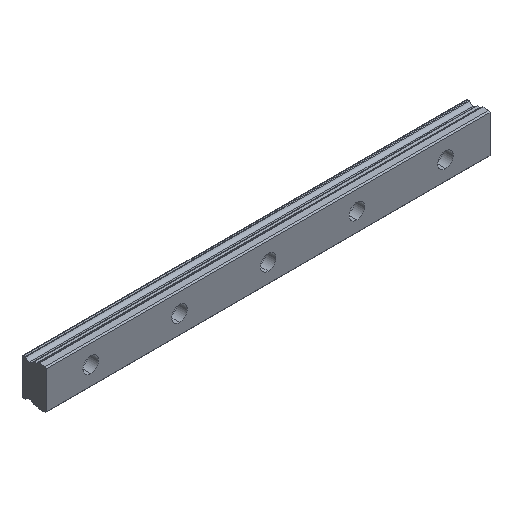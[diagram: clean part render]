
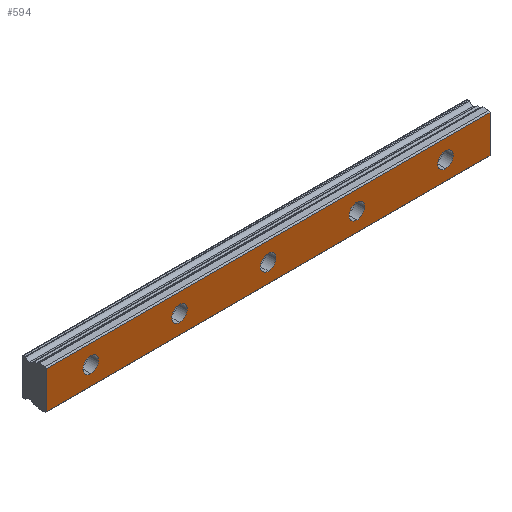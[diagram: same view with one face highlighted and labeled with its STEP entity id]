
A CAD part, isometric view. The second image highlights one B-rep face of the part: STEP entity #594.
In plain terms, the highlighted planar face has unit normal (0, -1, 0).
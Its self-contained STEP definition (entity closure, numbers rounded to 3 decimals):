
#4 = CARTESIAN_POINT ( 'NONE',  ( 60., 0., -1.75 ) ) ;
#14 = CARTESIAN_POINT ( 'NONE',  ( 90., 0., 4.2 ) ) ;
#16 = CIRCLE ( 'NONE', #1522, 1.75 ) ;
#18 = CARTESIAN_POINT ( 'NONE',  ( 90., 0., -4.2 ) ) ;
#38 = DIRECTION ( 'NONE',  ( 0., 0., 1. ) ) ;
#47 = AXIS2_PLACEMENT_3D ( 'NONE', #819, #1375, #148 ) ;
#57 = EDGE_CURVE ( 'NONE', #988, #69, #1131, .T. ) ;
#59 = VERTEX_POINT ( 'NONE', #1103 ) ;
#69 = VERTEX_POINT ( 'NONE', #538 ) ;
#84 = EDGE_CURVE ( 'NONE', #59, #469, #1093, .T. ) ;
#102 = AXIS2_PLACEMENT_3D ( 'NONE', #1396, #1419, #693 ) ;
#121 = CARTESIAN_POINT ( 'NONE',  ( 90., 0., -4.2 ) ) ;
#123 = DIRECTION ( 'NONE',  ( 0., -1., 0. ) ) ;
#124 = CIRCLE ( 'NONE', #1146, 1.75 ) ;
#131 = CARTESIAN_POINT ( 'NONE',  ( -10., 0., 4.2 ) ) ;
#148 = DIRECTION ( 'NONE',  ( 0., 0., 1. ) ) ;
#151 = DIRECTION ( 'NONE',  ( 1., 0., 0. ) ) ;
#157 = DIRECTION ( 'NONE',  ( 0., -1., 0. ) ) ;
#185 = DIRECTION ( 'NONE',  ( 0., -1., 0. ) ) ;
#197 = EDGE_CURVE ( 'NONE', #1606, #875, #796, .T. ) ;
#214 = ORIENTED_EDGE ( 'NONE', *, *, #834, .F. ) ;
#220 = EDGE_CURVE ( 'NONE', #469, #1442, #1693, .T. ) ;
#243 = FACE_BOUND ( 'NONE', #929, .T. ) ;
#245 = EDGE_CURVE ( 'NONE', #458, #1421, #941, .T. ) ;
#256 = DIRECTION ( 'NONE',  ( 0., 0., 1. ) ) ;
#261 = CARTESIAN_POINT ( 'NONE',  ( 20., 0., 1.75 ) ) ;
#281 = DIRECTION ( 'NONE',  ( 0., 0., 1. ) ) ;
#282 = AXIS2_PLACEMENT_3D ( 'NONE', #1374, #677, #968 ) ;
#294 = CARTESIAN_POINT ( 'NONE',  ( 80., 0., 1.75 ) ) ;
#325 = DIRECTION ( 'NONE',  ( 0., 0., 1. ) ) ;
#335 = VECTOR ( 'NONE', #151, 1000. ) ;
#350 = CARTESIAN_POINT ( 'NONE',  ( 0., 0., 0. ) ) ;
#354 = EDGE_LOOP ( 'NONE', ( #1190, #601 ) ) ;
#370 = EDGE_LOOP ( 'NONE', ( #847, #484 ) ) ;
#371 = FACE_BOUND ( 'NONE', #1172, .T. ) ;
#378 = ORIENTED_EDGE ( 'NONE', *, *, #220, .F. ) ;
#381 = FACE_BOUND ( 'NONE', #905, .T. ) ;
#394 = LINE ( 'NONE', #934, #778 ) ;
#396 = CARTESIAN_POINT ( 'NONE',  ( 0., 0., -1.75 ) ) ;
#458 = VERTEX_POINT ( 'NONE', #1700 ) ;
#461 = EDGE_CURVE ( 'NONE', #1442, #1287, #394, .T. ) ;
#469 = VERTEX_POINT ( 'NONE', #1204 ) ;
#484 = ORIENTED_EDGE ( 'NONE', *, *, #197, .F. ) ;
#488 = AXIS2_PLACEMENT_3D ( 'NONE', #999, #157, #1255 ) ;
#489 = VECTOR ( 'NONE', #678, 1000. ) ;
#501 = EDGE_LOOP ( 'NONE', ( #214, #1180, #378, #1744 ) ) ;
#525 = CIRCLE ( 'NONE', #549, 1.75 ) ;
#527 = FACE_BOUND ( 'NONE', #370, .T. ) ;
#538 = CARTESIAN_POINT ( 'NONE',  ( 80., 0., -1.75 ) ) ;
#549 = AXIS2_PLACEMENT_3D ( 'NONE', #350, #185, #38 ) ;
#562 = DIRECTION ( 'NONE',  ( 0., 0., 1. ) ) ;
#589 = DIRECTION ( 'NONE',  ( 0., 0., 1. ) ) ;
#594 = ADVANCED_FACE ( 'NONE', ( #1607, #371, #1621, #381, #243, #527 ), #1083, .F. ) ;
#601 = ORIENTED_EDGE ( 'NONE', *, *, #1481, .F. ) ;
#656 = CIRCLE ( 'NONE', #47, 1.75 ) ;
#667 = VECTOR ( 'NONE', #562, 1000. ) ;
#674 = CARTESIAN_POINT ( 'NONE',  ( 60., 0., 0. ) ) ;
#677 = DIRECTION ( 'NONE',  ( 0., 1., 0. ) ) ;
#678 = DIRECTION ( 'NONE',  ( -1., 0., 0. ) ) ;
#693 = DIRECTION ( 'NONE',  ( 0., 0., 1. ) ) ;
#778 = VECTOR ( 'NONE', #915, 1000. ) ;
#783 = AXIS2_PLACEMENT_3D ( 'NONE', #1181, #1565, #325 ) ;
#796 = CIRCLE ( 'NONE', #1630, 1.75 ) ;
#819 = CARTESIAN_POINT ( 'NONE',  ( 20., 0., 0. ) ) ;
#834 = EDGE_CURVE ( 'NONE', #1287, #59, #1762, .T. ) ;
#836 = DIRECTION ( 'NONE',  ( 0., -1., 0. ) ) ;
#842 = DIRECTION ( 'NONE',  ( 0., 0., 1. ) ) ;
#847 = ORIENTED_EDGE ( 'NONE', *, *, #973, .F. ) ;
#860 = DIRECTION ( 'NONE',  ( 0., -1., 0. ) ) ;
#875 = VERTEX_POINT ( 'NONE', #261 ) ;
#905 = EDGE_LOOP ( 'NONE', ( #1147, #1335 ) ) ;
#908 = ORIENTED_EDGE ( 'NONE', *, *, #245, .F. ) ;
#911 = VERTEX_POINT ( 'NONE', #396 ) ;
#915 = DIRECTION ( 'NONE',  ( 0., 0., -1. ) ) ;
#929 = EDGE_LOOP ( 'NONE', ( #908, #1133 ) ) ;
#934 = CARTESIAN_POINT ( 'NONE',  ( 90., 0., 4.2 ) ) ;
#941 = CIRCLE ( 'NONE', #102, 1.75 ) ;
#945 = DIRECTION ( 'NONE',  ( 0., -1., 0. ) ) ;
#968 = DIRECTION ( 'NONE',  ( 0., 0., 1. ) ) ;
#973 = EDGE_CURVE ( 'NONE', #875, #1606, #656, .T. ) ;
#988 = VERTEX_POINT ( 'NONE', #294 ) ;
#996 = EDGE_CURVE ( 'NONE', #1421, #458, #1581, .T. ) ;
#999 = CARTESIAN_POINT ( 'NONE',  ( 40., 0., 0. ) ) ;
#1008 = VERTEX_POINT ( 'NONE', #4 ) ;
#1023 = ORIENTED_EDGE ( 'NONE', *, *, #1458, .F. ) ;
#1079 = VERTEX_POINT ( 'NONE', #1420 ) ;
#1083 = PLANE ( 'NONE',  #282 ) ;
#1093 = LINE ( 'NONE', #131, #667 ) ;
#1103 = CARTESIAN_POINT ( 'NONE',  ( -10., 0., -4.2 ) ) ;
#1131 = CIRCLE ( 'NONE', #1713, 1.75 ) ;
#1133 = ORIENTED_EDGE ( 'NONE', *, *, #996, .F. ) ;
#1146 = AXIS2_PLACEMENT_3D ( 'NONE', #1246, #945, #256 ) ;
#1147 = ORIENTED_EDGE ( 'NONE', *, *, #1211, .F. ) ;
#1172 = EDGE_LOOP ( 'NONE', ( #1023, #1549 ) ) ;
#1180 = ORIENTED_EDGE ( 'NONE', *, *, #461, .F. ) ;
#1181 = CARTESIAN_POINT ( 'NONE',  ( 80., 0., 0. ) ) ;
#1190 = ORIENTED_EDGE ( 'NONE', *, *, #57, .F. ) ;
#1204 = CARTESIAN_POINT ( 'NONE',  ( -10., 0., 4.2 ) ) ;
#1211 = EDGE_CURVE ( 'NONE', #1570, #1008, #16, .T. ) ;
#1246 = CARTESIAN_POINT ( 'NONE',  ( 0., 0., 0. ) ) ;
#1255 = DIRECTION ( 'NONE',  ( 0., 0., 1. ) ) ;
#1287 = VERTEX_POINT ( 'NONE', #18 ) ;
#1288 = CARTESIAN_POINT ( 'NONE',  ( 90., 0., 4.2 ) ) ;
#1335 = ORIENTED_EDGE ( 'NONE', *, *, #1342, .F. ) ;
#1342 = EDGE_CURVE ( 'NONE', #1008, #1570, #1759, .T. ) ;
#1348 = CARTESIAN_POINT ( 'NONE',  ( 20., 0., -1.75 ) ) ;
#1374 = CARTESIAN_POINT ( 'NONE',  ( 90., 0., 4.2 ) ) ;
#1375 = DIRECTION ( 'NONE',  ( 0., -1., 0. ) ) ;
#1376 = CARTESIAN_POINT ( 'NONE',  ( 80., 0., 0. ) ) ;
#1380 = CARTESIAN_POINT ( 'NONE',  ( 60., 0., 0. ) ) ;
#1396 = CARTESIAN_POINT ( 'NONE',  ( 40., 0., 0. ) ) ;
#1418 = CARTESIAN_POINT ( 'NONE',  ( 20., 0., 0. ) ) ;
#1419 = DIRECTION ( 'NONE',  ( 0., -1., 0. ) ) ;
#1420 = CARTESIAN_POINT ( 'NONE',  ( 0., 0., 1.75 ) ) ;
#1421 = VERTEX_POINT ( 'NONE', #1455 ) ;
#1442 = VERTEX_POINT ( 'NONE', #1288 ) ;
#1455 = CARTESIAN_POINT ( 'NONE',  ( 40., 0., -1.75 ) ) ;
#1458 = EDGE_CURVE ( 'NONE', #1079, #911, #525, .T. ) ;
#1481 = EDGE_CURVE ( 'NONE', #69, #988, #1704, .T. ) ;
#1501 = AXIS2_PLACEMENT_3D ( 'NONE', #674, #1648, #281 ) ;
#1522 = AXIS2_PLACEMENT_3D ( 'NONE', #1380, #836, #1542 ) ;
#1542 = DIRECTION ( 'NONE',  ( 0., 0., 1. ) ) ;
#1549 = ORIENTED_EDGE ( 'NONE', *, *, #1785, .F. ) ;
#1565 = DIRECTION ( 'NONE',  ( 0., -1., 0. ) ) ;
#1570 = VERTEX_POINT ( 'NONE', #1614 ) ;
#1581 = CIRCLE ( 'NONE', #488, 1.75 ) ;
#1606 = VERTEX_POINT ( 'NONE', #1348 ) ;
#1607 = FACE_OUTER_BOUND ( 'NONE', #501, .T. ) ;
#1614 = CARTESIAN_POINT ( 'NONE',  ( 60., 0., 1.75 ) ) ;
#1621 = FACE_BOUND ( 'NONE', #354, .T. ) ;
#1630 = AXIS2_PLACEMENT_3D ( 'NONE', #1418, #860, #589 ) ;
#1648 = DIRECTION ( 'NONE',  ( 0., -1., 0. ) ) ;
#1693 = LINE ( 'NONE', #14, #335 ) ;
#1700 = CARTESIAN_POINT ( 'NONE',  ( 40., 0., 1.75 ) ) ;
#1704 = CIRCLE ( 'NONE', #783, 1.75 ) ;
#1713 = AXIS2_PLACEMENT_3D ( 'NONE', #1376, #123, #842 ) ;
#1744 = ORIENTED_EDGE ( 'NONE', *, *, #84, .F. ) ;
#1759 = CIRCLE ( 'NONE', #1501, 1.75 ) ;
#1762 = LINE ( 'NONE', #121, #489 ) ;
#1785 = EDGE_CURVE ( 'NONE', #911, #1079, #124, .T. ) ;
